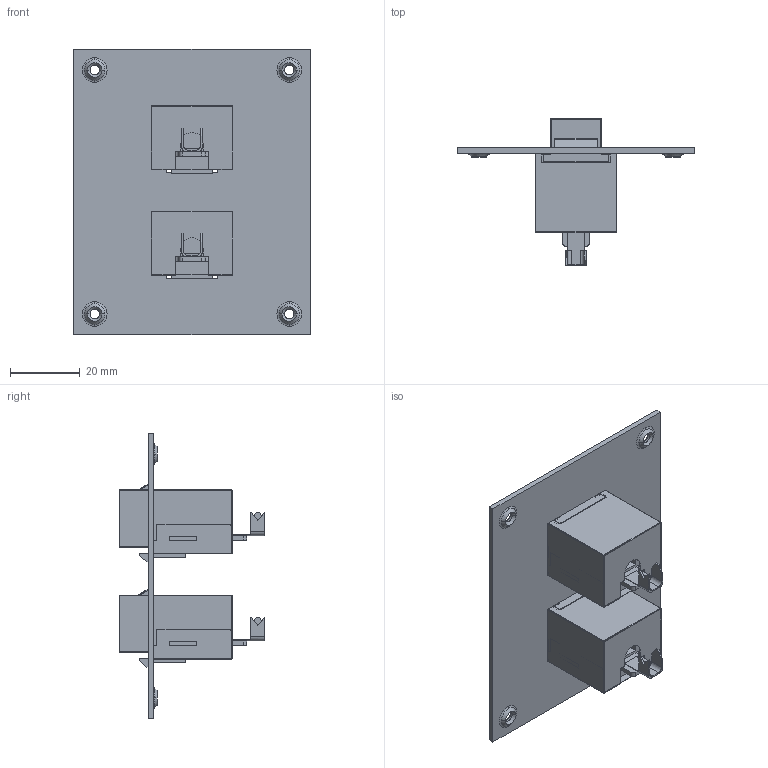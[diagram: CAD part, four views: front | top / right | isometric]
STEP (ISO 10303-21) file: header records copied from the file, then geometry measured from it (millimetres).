
FILE_DESCRIPTION (( 'STEP AP203' ), '1' );
FILE_NAME ('USP2MK-SC6B.STEP', '2014-11-13T13:31:02', ( 'x' ), ( '' ), 'SwSTEP 2.0', 'SolidWorks 2014', '' );
FILE_SCHEMA (( 'CONFIG_CONTROL_DESIGN' ));
Length unit declared in the file: inch
Products named in the file (7): MJS110C6-S-MA1; MJS110C6-S-MA2; MJS110C6-S-MA3; MJS110C6-S-MA4; MJS110C6-S; USP2MK-SC6B; 1AR03-003
Assembly tree (7 placements, depth 3):
  USP2MK-SC6B
    1AR03-003
    MJS110C6-S  x2
      MJS110C6-S-MA1
      MJS110C6-S-MA2
      MJS110C6-S-MA3
      MJS110C6-S-MA4
Bounding box: 68.07 x 41.92 x 82.04 mm (x, y, z)
Volume: 20608.5 mm3; surface area: 35208.8 mm2
Topology: 9 solids, 23 shells, 1926 faces, 5250 edges, 3450 vertices
Faces by surface type: plane 1312, bspline 458, cylinder 94, cone 24, sphere 22, torus 16
Entity records: 44313 total; most frequent: CARTESIAN_POINT 19774, ORIENTED_EDGE 5400, DIRECTION 3983, EDGE_CURVE 2700, VECTOR 2051, LINE 2051, VERTEX_POINT 1781, EDGE_LOOP 1093
